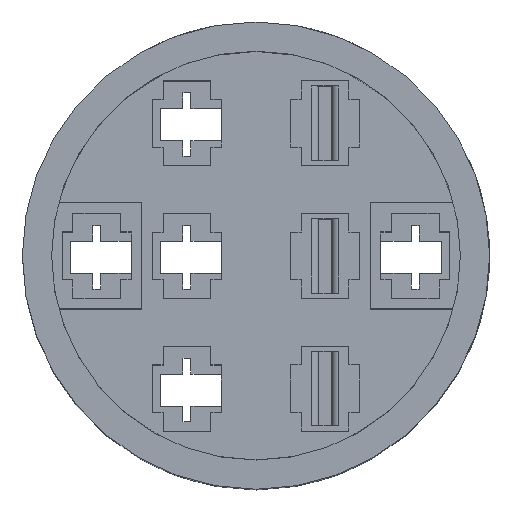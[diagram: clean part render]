
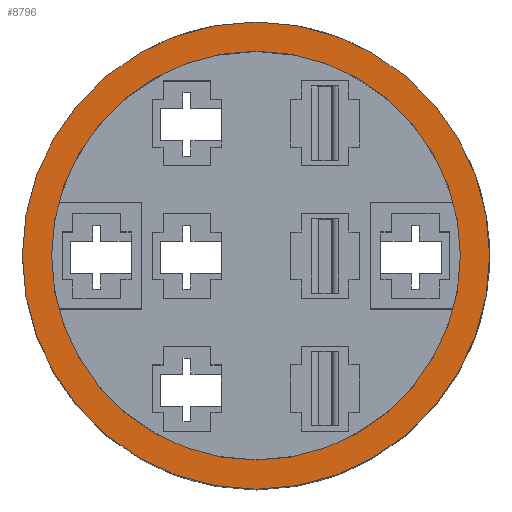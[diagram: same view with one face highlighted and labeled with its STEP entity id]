
A CAD part, top view. The second image highlights one B-rep face of the part: STEP entity #8796.
In plain terms, the highlighted planar face has unit normal (0, 0, 1).
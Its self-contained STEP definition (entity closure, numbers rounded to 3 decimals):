
#259=FACE_BOUND('',#1156,.T.);
#684=FACE_OUTER_BOUND('',#1155,.T.);
#1155=EDGE_LOOP('',(#8003));
#1156=EDGE_LOOP('',(#8004));
#1191=CIRCLE('',#8998,8.8);
#1205=CIRCLE('',#9025,7.7);
#3802=VERTEX_POINT('',#12753);
#3836=VERTEX_POINT('',#12848);
#4803=EDGE_CURVE('',#3802,#3802,#1191,.T.);
#4851=EDGE_CURVE('',#3836,#3836,#1205,.T.);
#8003=ORIENTED_EDGE('',*,*,#4803,.F.);
#8004=ORIENTED_EDGE('',*,*,#4851,.T.);
#8363=PLANE('',#9252);
#8796=ADVANCED_FACE('',(#684,#259),#8363,.T.);
#8998=AXIS2_PLACEMENT_3D('',#12754,#10118,#10119);
#9025=AXIS2_PLACEMENT_3D('',#12849,#10206,#10207);
#9252=AXIS2_PLACEMENT_3D('',#14504,#11242,#11243);
#10118=DIRECTION('center_axis',(0.,0.,
-1.));
#10119=DIRECTION('ref_axis',(0.,-1.,0.));
#10206=DIRECTION('center_axis',(0.,0.,
-1.));
#10207=DIRECTION('ref_axis',(0.,-1.,0.));
#11242=DIRECTION('center_axis',(0.,0.,
1.));
#11243=DIRECTION('ref_axis',(-1.,0.,0.));
#12753=CARTESIAN_POINT('',(0.,8.8,16.));
#12754=CARTESIAN_POINT('Origin',(0.,0.,
16.));
#12848=CARTESIAN_POINT('',(0.,7.7,16.));
#12849=CARTESIAN_POINT('Origin',(0.,0.,
16.));
#14504=CARTESIAN_POINT('Origin',(0.,0.,
16.));
